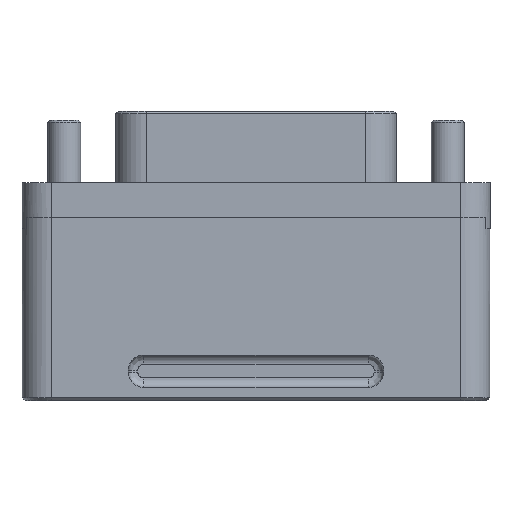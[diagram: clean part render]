
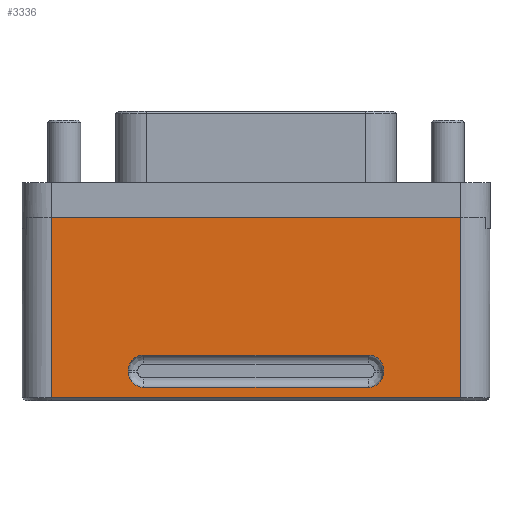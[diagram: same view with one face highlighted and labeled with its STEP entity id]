
A CAD part, front view. The second image highlights one B-rep face of the part: STEP entity #3336.
In plain terms, the highlighted planar face has unit normal (0, -1, 0).
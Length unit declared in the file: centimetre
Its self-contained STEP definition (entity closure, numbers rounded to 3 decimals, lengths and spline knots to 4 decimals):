
#512 = CARTESIAN_POINT ( 'NONE',  ( -0.9812, -0.6119, -1.491 ) ) ;
#515 = CARTESIAN_POINT ( 'NONE',  ( -1.7788, -0.6119, -0.2972 ) ) ;
#517 = CARTESIAN_POINT ( 'NONE',  ( -1.1133, -0.6119, -1.6231 ) ) ;
#518 = CARTESIAN_POINT ( 'NONE',  ( 1.0965, -0.6119, -1.6383 ) ) ;
#519 = CARTESIAN_POINT ( 'NONE',  ( 1.762, -0.6119, -0.2972 ) ) ;
#526 = CARTESIAN_POINT ( 'NONE',  ( -0.9812, -0.6119, -1.7704 ) ) ;
#528 = CARTESIAN_POINT ( 'NONE',  ( -1.7788, -0.6119, -1.8593 ) ) ;
#539 = CARTESIAN_POINT ( 'NONE',  ( -1.1133, -0.6119, -1.6383 ) ) ;
#541 = CARTESIAN_POINT ( 'NONE',  ( 0.9644, -0.6119, -1.491 ) ) ;
#1779 = CARTESIAN_POINT ( 'NONE',  ( 1.0965, -0.6119, -1.6231 ) ) ;
#2269 = CARTESIAN_POINT ( 'NONE',  ( 1.762, -0.6119, -1.8593 ) ) ;
#2270 = CARTESIAN_POINT ( 'NONE',  ( 0.9644, -0.6119, -1.7704 ) ) ;
#2847 = DIRECTION ( 'NONE',  ( 0., 0., 1. ) ) ;
#2849 = CARTESIAN_POINT ( 'NONE',  ( 1.0965, -0.6119, -0.2972 ) ) ;
#2854 = DIRECTION ( 'NONE',  ( 1., 0., 0. ) ) ;
#2863 = DIRECTION ( 'NONE',  ( 0., 0., -1. ) ) ;
#2864 = CARTESIAN_POINT ( 'NONE',  ( -0.9812, -0.6119, -1.6231 ) ) ;
#2873 = CARTESIAN_POINT ( 'NONE',  ( -0.0084, -0.6119, -1.7704 ) ) ;
#2874 = DIRECTION ( 'NONE',  ( 0., 0., -1. ) ) ;
#2878 = DIRECTION ( 'NONE',  ( -1., 0., 0. ) ) ;
#2882 = CARTESIAN_POINT ( 'NONE',  ( -1.1133, -0.6119, -0.2972 ) ) ;
#2887 = CARTESIAN_POINT ( 'NONE',  ( -0.0084, -0.6119, -1.491 ) ) ;
#2890 = DIRECTION ( 'NONE',  ( 0., 1., 0. ) ) ;
#2896 = CARTESIAN_POINT ( 'NONE',  ( 0.9644, -0.6119, -1.6383 ) ) ;
#2905 = CARTESIAN_POINT ( 'NONE',  ( -0.0084, -0.6119, -1.8593 ) ) ;
#2910 = DIRECTION ( 'NONE',  ( 0., 0., 1. ) ) ;
#2913 = DIRECTION ( 'NONE',  ( 0., 0., 1. ) ) ;
#2915 = DIRECTION ( 'NONE',  ( 0., 1., 0. ) ) ;
#2917 = DIRECTION ( 'NONE',  ( -1., 0., 0. ) ) ;
#2924 = DIRECTION ( 'NONE',  ( 1., 0., 0. ) ) ;
#2930 = CARTESIAN_POINT ( 'NONE',  ( -0.0084, -0.6119, -0.2972 ) ) ;
#2938 = DIRECTION ( 'NONE',  ( 0., 0., 1. ) ) ;
#2943 = CARTESIAN_POINT ( 'NONE',  ( -1.7788, -0.6119, -0.2972 ) ) ;
#2944 = CARTESIAN_POINT ( 'NONE',  ( 1.762, -0.6119, -0.2972 ) ) ;
#3179 = EDGE_CURVE ( 'NONE', #9272, #9320, #4619, .T. ) ;
#3188 = EDGE_CURVE ( 'NONE', #9318, #9184, #4634, .T. ) ;
#3221 = EDGE_CURVE ( 'NONE', #9268, #9193, #3634, .T. ) ;
#3222 = EDGE_CURVE ( 'NONE', #9235, #9247, #3625, .T. ) ;
#3223 = EDGE_CURVE ( 'NONE', #9237, #9206, #3637, .T. ) ;
#3234 = EDGE_CURVE ( 'NONE', #9247, #9268, #3651, .T. ) ;
#3237 = EDGE_CURVE ( 'NONE', #9193, #9235, #3655, .T. ) ;
#3238 = EDGE_CURVE ( 'NONE', #9184, #9237, #3656, .T. ) ;
#3239 = EDGE_CURVE ( 'NONE', #9206, #9272, #3658, .T. ) ;
#3244 = EDGE_CURVE ( 'NONE', #9208, #9318, #3666, .T. ) ;
#3245 = EDGE_CURVE ( 'NONE', #9244, #9208, #3667, .T. ) ;
#3246 = EDGE_CURVE ( 'NONE', #9320, #9244, #3669, .T. ) ;
#3336 = ADVANCED_FACE ( 'NONE', ( #3790, #3796 ), #5321, .T. ) ;
#3481 = AXIS2_PLACEMENT_3D ( 'NONE', #4314, #4355, #4332 ) ;
#3484 = AXIS2_PLACEMENT_3D ( 'NONE', #4363, #4378, #4345 ) ;
#3494 = AXIS2_PLACEMENT_3D ( 'NONE', #2896, #2915, #2913 ) ;
#3504 = AXIS2_PLACEMENT_3D ( 'NONE', #2864, #2890, #2847 ) ;
#3563 = AXIS2_PLACEMENT_3D ( 'NONE', #5320, #5326, #5327 ) ;
#3625 = LINE ( 'NONE', #2930, #3638 ) ;
#3634 = LINE ( 'NONE', #2905, #3636 ) ;
#3636 = VECTOR ( 'NONE', #2854, 100. ) ;
#3637 = CIRCLE ( 'NONE', #3494, 0.1321 ) ;
#3638 = VECTOR ( 'NONE', #2917, 100. ) ;
#3651 = LINE ( 'NONE', #2943, #3653 ) ;
#3653 = VECTOR ( 'NONE', #2874, 100. ) ;
#3655 = LINE ( 'NONE', #2944, #3657 ) ;
#3656 = LINE ( 'NONE', #2849, #3659 ) ;
#3657 = VECTOR ( 'NONE', #2938, 100. ) ;
#3658 = LINE ( 'NONE', #2873, #3661 ) ;
#3659 = VECTOR ( 'NONE', #2863, 100. ) ;
#3661 = VECTOR ( 'NONE', #2878, 100. ) ;
#3666 = LINE ( 'NONE', #2887, #3668 ) ;
#3667 = CIRCLE ( 'NONE', #3504, 0.1321 ) ;
#3668 = VECTOR ( 'NONE', #2924, 100. ) ;
#3669 = LINE ( 'NONE', #2882, #3671 ) ;
#3671 = VECTOR ( 'NONE', #2910, 100. ) ;
#3790 = FACE_BOUND ( 'NONE', #9823, .T. ) ;
#3796 = FACE_OUTER_BOUND ( 'NONE', #9718, .T. ) ;
#4314 = CARTESIAN_POINT ( 'NONE',  ( -0.9812, -0.6119, -1.6383 ) ) ;
#4332 = DIRECTION ( 'NONE',  ( 0., 0., 1. ) ) ;
#4345 = DIRECTION ( 'NONE',  ( 0., 0., 1. ) ) ;
#4355 = DIRECTION ( 'NONE',  ( 0., 1., 0. ) ) ;
#4363 = CARTESIAN_POINT ( 'NONE',  ( 0.9644, -0.6119, -1.6231 ) ) ;
#4378 = DIRECTION ( 'NONE',  ( 0., 1., 0. ) ) ;
#4619 = CIRCLE ( 'NONE', #3481, 0.1321 ) ;
#4634 = CIRCLE ( 'NONE', #3484, 0.1321 ) ;
#5320 = CARTESIAN_POINT ( 'NONE',  ( -0.0084, -0.6119, -0.2972 ) ) ;
#5321 = PLANE ( 'NONE',  #3563 ) ;
#5326 = DIRECTION ( 'NONE',  ( 0., -1., 0. ) ) ;
#5327 = DIRECTION ( 'NONE',  ( 0., 0., -1. ) ) ;
#9184 = VERTEX_POINT ( 'NONE', #1779 ) ;
#9193 = VERTEX_POINT ( 'NONE', #2269 ) ;
#9206 = VERTEX_POINT ( 'NONE', #2270 ) ;
#9208 = VERTEX_POINT ( 'NONE', #512 ) ;
#9235 = VERTEX_POINT ( 'NONE', #519 ) ;
#9237 = VERTEX_POINT ( 'NONE', #518 ) ;
#9244 = VERTEX_POINT ( 'NONE', #517 ) ;
#9247 = VERTEX_POINT ( 'NONE', #515 ) ;
#9268 = VERTEX_POINT ( 'NONE', #528 ) ;
#9272 = VERTEX_POINT ( 'NONE', #526 ) ;
#9318 = VERTEX_POINT ( 'NONE', #541 ) ;
#9320 = VERTEX_POINT ( 'NONE', #539 ) ;
#9661 = ORIENTED_EDGE ( 'NONE', *, *, #3222, .T. ) ;
#9662 = ORIENTED_EDGE ( 'NONE', *, *, #3237, .T. ) ;
#9665 = ORIENTED_EDGE ( 'NONE', *, *, #3246, .T. ) ;
#9666 = ORIENTED_EDGE ( 'NONE', *, *, #3179, .T. ) ;
#9673 = ORIENTED_EDGE ( 'NONE', *, *, #3234, .T. ) ;
#9680 = ORIENTED_EDGE ( 'NONE', *, *, #3245, .T. ) ;
#9681 = ORIENTED_EDGE ( 'NONE', *, *, #3239, .T. ) ;
#9682 = ORIENTED_EDGE ( 'NONE', *, *, #3238, .T. ) ;
#9683 = ORIENTED_EDGE ( 'NONE', *, *, #3188, .T. ) ;
#9707 = ORIENTED_EDGE ( 'NONE', *, *, #3244, .T. ) ;
#9718 = EDGE_LOOP ( 'NONE', ( #9661, #9673, #9775, #9662 ) ) ;
#9775 = ORIENTED_EDGE ( 'NONE', *, *, #3221, .T. ) ;
#9785 = ORIENTED_EDGE ( 'NONE', *, *, #3223, .T. ) ;
#9823 = EDGE_LOOP ( 'NONE', ( #9680, #9707, #9683, #9682, #9785, #9681, #9666, #9665 ) ) ;
